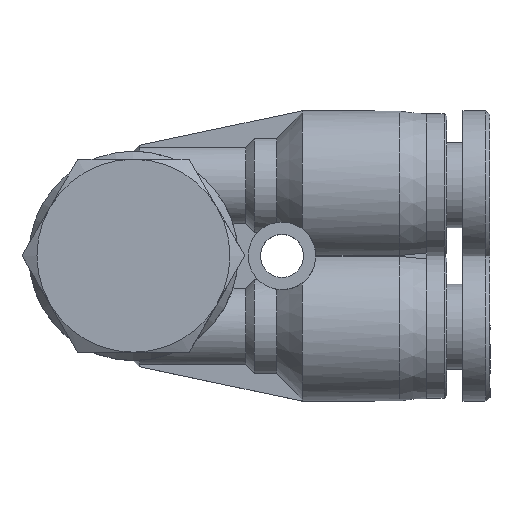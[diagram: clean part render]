
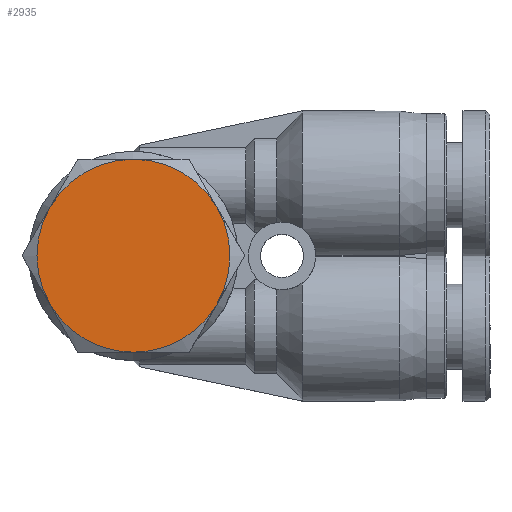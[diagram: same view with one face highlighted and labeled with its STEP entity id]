
A CAD part, top view. The second image highlights one B-rep face of the part: STEP entity #2935.
In plain terms, the highlighted face is planar.
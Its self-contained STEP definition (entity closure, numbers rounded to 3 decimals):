
#2452=CARTESIAN_POINT('',(0.,-6.188,-3.573));
#2453=VERTEX_POINT('',#2452);
#2467=CARTESIAN_POINT('',(0.,-6.188,3.573));
#2468=VERTEX_POINT('',#2467);
#2482=CARTESIAN_POINT('',(0.,0.,0.0));
#2483=DIRECTION('',(-1.0,0.0,0.0));
#2484=DIRECTION('',(0.0,1.0,0.0));
#2485=AXIS2_PLACEMENT_3D('',#2482,#2483,#2484);
#2486=CIRCLE('',#2485,7.145);
#2487=EDGE_CURVE('',#2453,#2468,#2486,.T.);
#2499=CARTESIAN_POINT('',(0.,0.,-7.145));
#2500=VERTEX_POINT('',#2499);
#2527=CARTESIAN_POINT('',(0.,0.,0.0));
#2528=DIRECTION('',(-1.0,0.0,0.0));
#2529=DIRECTION('',(0.0,1.0,0.0));
#2530=AXIS2_PLACEMENT_3D('',#2527,#2528,#2529);
#2531=CIRCLE('',#2530,7.145);
#2532=EDGE_CURVE('',#2500,#2453,#2531,.T.);
#2544=CARTESIAN_POINT('',(0.,6.188,-3.573));
#2545=VERTEX_POINT('',#2544);
#2572=CARTESIAN_POINT('',(0.,0.,0.0));
#2573=DIRECTION('',(-1.0,0.0,0.0));
#2574=DIRECTION('',(0.0,1.0,0.0));
#2575=AXIS2_PLACEMENT_3D('',#2572,#2573,#2574);
#2576=CIRCLE('',#2575,7.145);
#2577=EDGE_CURVE('',#2545,#2500,#2576,.T.);
#2602=CARTESIAN_POINT('',(0.,6.188,3.572));
#2603=VERTEX_POINT('',#2602);
#2604=CARTESIAN_POINT('',(0.,0.,0.0));
#2605=DIRECTION('',(-1.0,0.0,0.0));
#2606=DIRECTION('',(0.0,1.0,0.0));
#2607=AXIS2_PLACEMENT_3D('',#2604,#2605,#2606);
#2608=CIRCLE('',#2607,7.145);
#2609=EDGE_CURVE('',#2603,#2545,#2608,.T.);
#2647=CARTESIAN_POINT('',(0.,0.,7.145));
#2648=VERTEX_POINT('',#2647);
#2649=CARTESIAN_POINT('',(0.,0.,0.0));
#2650=DIRECTION('',(-1.0,0.0,0.0));
#2651=DIRECTION('',(0.0,1.0,0.0));
#2652=AXIS2_PLACEMENT_3D('',#2649,#2650,#2651);
#2653=CIRCLE('',#2652,7.145);
#2654=EDGE_CURVE('',#2648,#2603,#2653,.T.);
#2692=CARTESIAN_POINT('',(0.,0.,0.0));
#2693=DIRECTION('',(-1.0,0.0,0.0));
#2694=DIRECTION('',(0.0,1.0,0.0));
#2695=AXIS2_PLACEMENT_3D('',#2692,#2693,#2694);
#2696=CIRCLE('',#2695,7.145);
#2697=EDGE_CURVE('',#2468,#2648,#2696,.T.);
#2922=CARTESIAN_POINT('',(0.,3.573,0.0));
#2923=DIRECTION('',(-1.0,0.0,0.0));
#2924=DIRECTION('',(0.0,0.0,1.0));
#2925=AXIS2_PLACEMENT_3D('',#2922,#2923,#2924);
#2926=PLANE('',#2925);
#2927=ORIENTED_EDGE('',*,*,#2697,.T.);
#2928=ORIENTED_EDGE('',*,*,#2654,.T.);
#2929=ORIENTED_EDGE('',*,*,#2609,.T.);
#2930=ORIENTED_EDGE('',*,*,#2577,.T.);
#2931=ORIENTED_EDGE('',*,*,#2532,.T.);
#2932=ORIENTED_EDGE('',*,*,#2487,.T.);
#2933=EDGE_LOOP('',(#2927,#2928,#2929,#2930,#2931,#2932));
#2934=FACE_OUTER_BOUND('',#2933,.T.);
#2935=ADVANCED_FACE('',(#2934),#2926,.T.);
